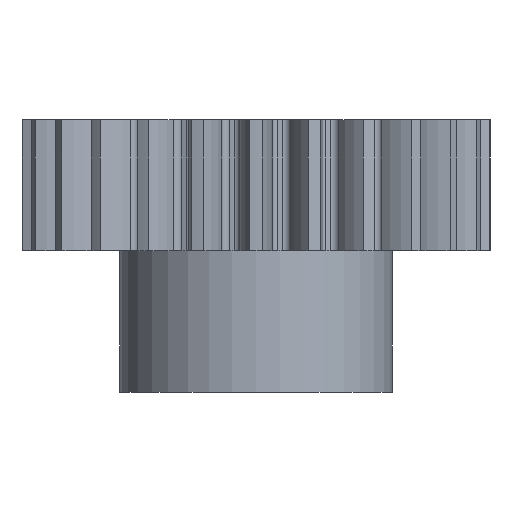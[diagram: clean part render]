
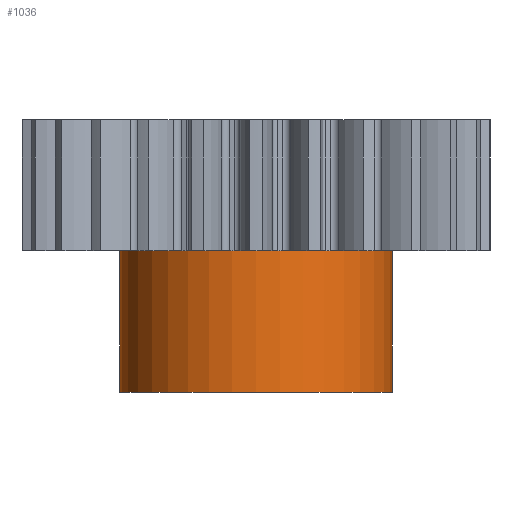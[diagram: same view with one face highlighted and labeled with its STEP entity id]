
A CAD part, front view. The second image highlights one B-rep face of the part: STEP entity #1036.
In plain terms, the highlighted cylindrical face has radius 12.5 mm (diameter 25 mm), a partial arc.
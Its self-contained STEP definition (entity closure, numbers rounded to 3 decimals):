
#916 = VERTEX_POINT ( 'NONE', #3392 ) ;
#924 = VERTEX_POINT ( 'NONE', #3523 ) ;
#925 = VERTEX_POINT ( 'NONE', #3521 ) ;
#1008 = EDGE_LOOP ( 'NONE', ( #1065, #1035, #1037, #1039 ) ) ;
#1035 = ORIENTED_EDGE ( 'NONE', *, *, #1064, .T. ) ;
#1036 = ADVANCED_FACE ( 'NONE', ( #3639 ), #3720, .T. ) ;
#1037 = ORIENTED_EDGE ( 'NONE', *, *, #1095, .T. ) ;
#1039 = ORIENTED_EDGE ( 'NONE', *, *, #1629, .F. ) ;
#1064 = EDGE_CURVE ( 'NONE', #1085, #916, #3651, .T. ) ;
#1065 = ORIENTED_EDGE ( 'NONE', *, *, #1091, .F. ) ;
#1085 = VERTEX_POINT ( 'NONE', #3772 ) ;
#1091 = EDGE_CURVE ( 'NONE', #1085, #925, #3765, .T. ) ;
#1095 = EDGE_CURVE ( 'NONE', #916, #924, #3748, .T. ) ;
#1629 = EDGE_CURVE ( 'NONE', #925, #924, #4583, .T. ) ;
#3392 = CARTESIAN_POINT ( 'NONE',  ( 12.5, 0., -13. ) ) ;
#3521 = CARTESIAN_POINT ( 'NONE',  ( -12.5, 0., 0. ) ) ;
#3523 = CARTESIAN_POINT ( 'NONE',  ( 12.5, 0., 0. ) ) ;
#3629 = DIRECTION ( 'NONE',  ( 1., 0., 0. ) ) ;
#3630 = DIRECTION ( 'NONE',  ( 0., 0., 1. ) ) ;
#3631 = CARTESIAN_POINT ( 'NONE',  ( 0., 0., -13. ) ) ;
#3634 = AXIS2_PLACEMENT_3D ( 'NONE', #3631, #3630, #3629 ) ;
#3639 = FACE_OUTER_BOUND ( 'NONE', #1008, .T. ) ;
#3651 = CIRCLE ( 'NONE', #3702, 12.5 ) ;
#3699 = DIRECTION ( 'NONE',  ( 1., 0., 0. ) ) ;
#3700 = DIRECTION ( 'NONE',  ( 0., 0., 1. ) ) ;
#3701 = CARTESIAN_POINT ( 'NONE',  ( 0., 0., -13. ) ) ;
#3702 = AXIS2_PLACEMENT_3D ( 'NONE', #3701, #3700, #3699 ) ;
#3720 = CYLINDRICAL_SURFACE ( 'NONE', #3634, 12.5 ) ;
#3741 = DIRECTION ( 'NONE',  ( 0., 0., 1. ) ) ;
#3742 = VECTOR ( 'NONE', #3741, 1000. ) ;
#3745 = DIRECTION ( 'NONE',  ( 0., 0., 1. ) ) ;
#3746 = VECTOR ( 'NONE', #3745, 1000. ) ;
#3747 = CARTESIAN_POINT ( 'NONE',  ( 12.5, 0., -13. ) ) ;
#3748 = LINE ( 'NONE', #3747, #3746 ) ;
#3764 = CARTESIAN_POINT ( 'NONE',  ( -12.5, 0., -13. ) ) ;
#3765 = LINE ( 'NONE', #3764, #3742 ) ;
#3772 = CARTESIAN_POINT ( 'NONE',  ( -12.5, 0., -13. ) ) ;
#4533 = AXIS2_PLACEMENT_3D ( 'NONE', #4578, #4569, #4568 ) ;
#4568 = DIRECTION ( 'NONE',  ( 1., 0., 0. ) ) ;
#4569 = DIRECTION ( 'NONE',  ( 0., 0., 1. ) ) ;
#4578 = CARTESIAN_POINT ( 'NONE',  ( 0., 0., 0. ) ) ;
#4583 = CIRCLE ( 'NONE', #4533, 12.5 ) ;
